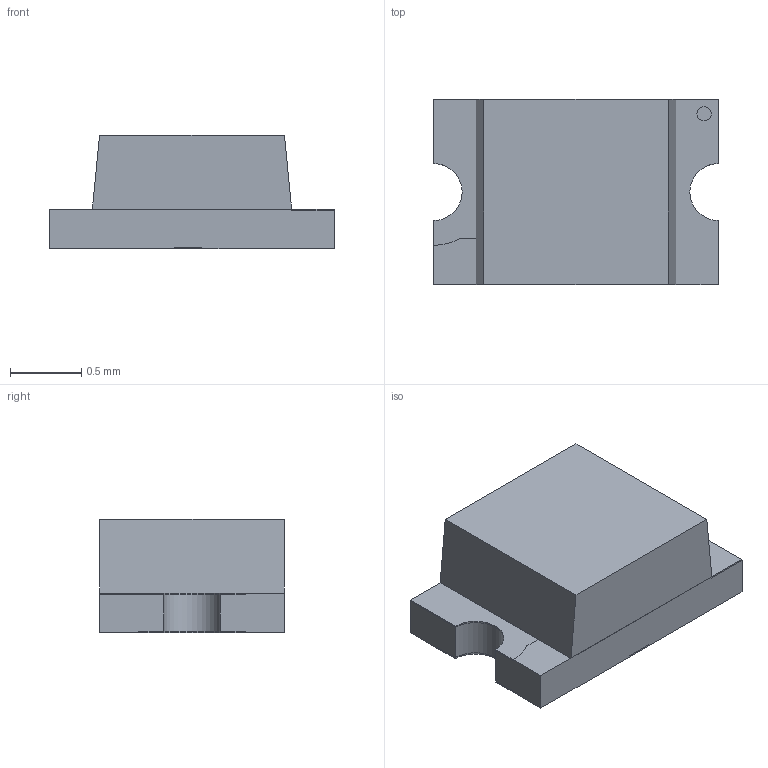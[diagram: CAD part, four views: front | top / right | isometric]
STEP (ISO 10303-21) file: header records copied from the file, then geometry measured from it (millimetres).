
FILE_DESCRIPTION(/* description */ ('Unknown'),/* implementation_level */ '2;1');
FILE_NAME(/* name */ '1540801EEA300',/* time_stamp */ '2019-06-17T10:52:02+02:00',/* author */ ('Unknown'),/* organization */ ('Unknown'),/* preprocessor_version */ 'ST-DEVELOPER v16.7',/* originating_system */ 'DEX',/* authorisation */ $);
FILE_SCHEMA (('AUTOMOTIVE_DESIGN {1 0 10303 214 3 1 1}'));
Length unit declared in the file: millimetre
Products named in the file (4): 1540801EEA300; Body; Dome; Pins
Assembly tree (3 placements, depth 2):
  1540801EEA300
    Body
    Dome
    Pins
Bounding box: 2 x 1.3 x 0.8 mm (x, y, z)
Volume: 1.6 mm3; surface area: 16.9 mm2
Topology: 7 solids, 7 shells, 98 faces, 252 edges, 168 vertices
Faces by surface type: plane 81, cylinder 17
Full cylindrical faces by diameter (mm): 0.1 x1
Entity records: 3073 total; most frequent: CARTESIAN_POINT 521, ORIENTED_EDGE 502, DIRECTION 489, EDGE_CURVE 251, LINE 217, VECTOR 217, VERTEX_POINT 168, AXIS2_PLACEMENT_3D 136
